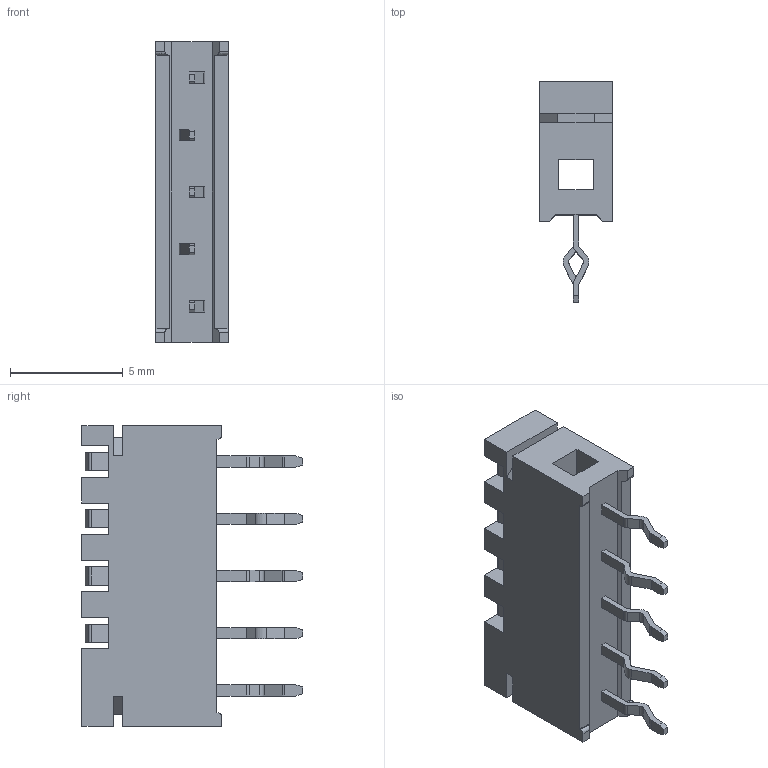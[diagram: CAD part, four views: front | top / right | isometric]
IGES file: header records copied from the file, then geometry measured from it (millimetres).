
Start section:  PTC IGES file: sxv-4p.igs
Global section: file name: sxv-4p.igs; native system: Pro/ENGINEER by Parametric Technology Corporation; preprocessor: 2010180; author: user; organization: Unknown; date: 20120622.112246; units: millimetre
Bounding box: 3.2 x 9.82 x 13.36 mm (x, y, z)
Surface area: 446.1 mm2 (no closed solid volume)
Topology: 0 solids, 0 shells, 505 faces, 2910 edges, 2910 vertices
Faces by surface type: bspline 469, revolution 36
